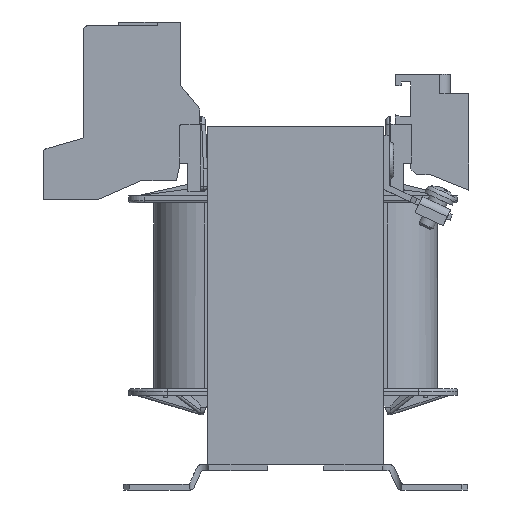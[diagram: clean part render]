
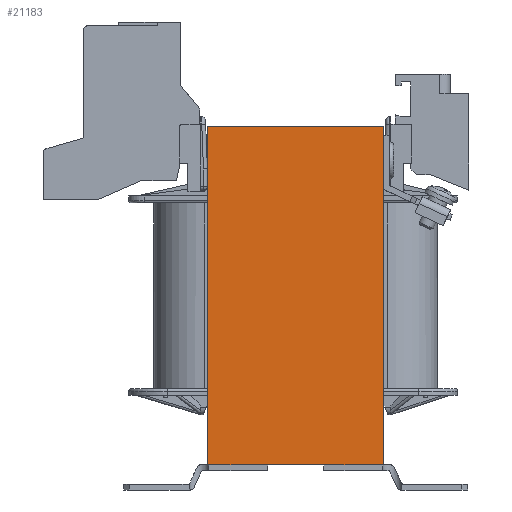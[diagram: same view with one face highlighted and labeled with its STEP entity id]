
A CAD part, left-side view. The second image highlights one B-rep face of the part: STEP entity #21183.
In plain terms, the highlighted planar face has unit normal (-1, 0, 0).
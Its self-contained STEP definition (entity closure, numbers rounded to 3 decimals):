
#2996=FACE_OUTER_BOUND('',#4095,.T.);
#4095=EDGE_LOOP('',(#18042,#18043,#18044,#18045,#18046,#18047,#18048,#18049));
#6014=LINE('',#36001,#8191);
#6017=LINE('',#36008,#8194);
#6038=LINE('',#36056,#8215);
#6045=LINE('',#36075,#8222);
#6062=LINE('',#36119,#8239);
#6087=LINE('',#36174,#8264);
#6088=LINE('',#36175,#8265);
#6089=LINE('',#36176,#8266);
#8191=VECTOR('',#27040,10.);
#8194=VECTOR('',#27045,10.);
#8215=VECTOR('',#27074,10.);
#8222=VECTOR('',#27091,10.);
#8239=VECTOR('',#27122,10.);
#8264=VECTOR('',#27177,10.);
#8265=VECTOR('',#27178,10.);
#8266=VECTOR('',#27179,10.);
#10125=VERTEX_POINT('',#35998);
#10126=VERTEX_POINT('',#36000);
#10128=VERTEX_POINT('',#36005);
#10129=VERTEX_POINT('',#36007);
#10151=VERTEX_POINT('',#36053);
#10152=VERTEX_POINT('',#36055);
#10159=VERTEX_POINT('',#36073);
#10179=VERTEX_POINT('',#36117);
#12821=EDGE_CURVE('',#10126,#10125,#6014,.T.);
#12824=EDGE_CURVE('',#10129,#10128,#6017,.T.);
#12847=EDGE_CURVE('',#10152,#10151,#6038,.T.);
#12857=EDGE_CURVE('',#10125,#10159,#6045,.T.);
#12880=EDGE_CURVE('',#10179,#10159,#6062,.T.);
#12908=EDGE_CURVE('',#10179,#10129,#6087,.T.);
#12909=EDGE_CURVE('',#10152,#10128,#6088,.T.);
#12910=EDGE_CURVE('',#10126,#10151,#6089,.T.);
#18042=ORIENTED_EDGE('',*,*,#12908,.T.);
#18043=ORIENTED_EDGE('',*,*,#12824,.T.);
#18044=ORIENTED_EDGE('',*,*,#12909,.F.);
#18045=ORIENTED_EDGE('',*,*,#12847,.T.);
#18046=ORIENTED_EDGE('',*,*,#12910,.F.);
#18047=ORIENTED_EDGE('',*,*,#12821,.T.);
#18048=ORIENTED_EDGE('',*,*,#12857,.T.);
#18049=ORIENTED_EDGE('',*,*,#12880,.F.);
#20225=PLANE('',#22729);
#21183=ADVANCED_FACE('',(#2996),#20225,.T.);
#22729=AXIS2_PLACEMENT_3D('',#36173,#27175,#27176);
#27040=DIRECTION('',(0.,-1.,0.));
#27045=DIRECTION('',(0.,-1.,0.));
#27074=DIRECTION('',(0.,-1.,0.));
#27091=DIRECTION('',(0.,0.,1.));
#27122=DIRECTION('',(0.,-1.,0.));
#27175=DIRECTION('center_axis',(-1.,0.,0.));
#27176=DIRECTION('ref_axis',(0.,0.,1.));
#27177=DIRECTION('',(0.,0.,-1.));
#27178=DIRECTION('',(0.,1.,0.));
#27179=DIRECTION('',(0.,1.,0.));
#35998=CARTESIAN_POINT('',(-52.5,-22.75,-43.75));
#36000=CARTESIAN_POINT('',(-52.5,-22.5,-43.75));
#36001=CARTESIAN_POINT('',(-52.5,0.,-43.75));
#36005=CARTESIAN_POINT('',(-52.5,22.5,-43.75));
#36007=CARTESIAN_POINT('',(-52.5,22.75,-43.75));
#36008=CARTESIAN_POINT('',(-52.5,0.,-43.75));
#36053=CARTESIAN_POINT('',(-52.5,-7.25,-43.75));
#36055=CARTESIAN_POINT('',(-52.5,7.25,-43.75));
#36056=CARTESIAN_POINT('',(-52.5,0.,-43.75));
#36073=CARTESIAN_POINT('',(-52.5,-22.75,43.75));
#36075=CARTESIAN_POINT('',(-52.5,-22.75,43.75));
#36117=CARTESIAN_POINT('',(-52.5,22.75,43.75));
#36119=CARTESIAN_POINT('',(-52.5,0.,43.75));
#36173=CARTESIAN_POINT('Origin',(-52.5,0.,43.75));
#36174=CARTESIAN_POINT('',(-52.5,22.75,43.75));
#36175=CARTESIAN_POINT('',(-52.5,12.607,-43.75));
#36176=CARTESIAN_POINT('',(-52.5,-12.607,-43.75));
